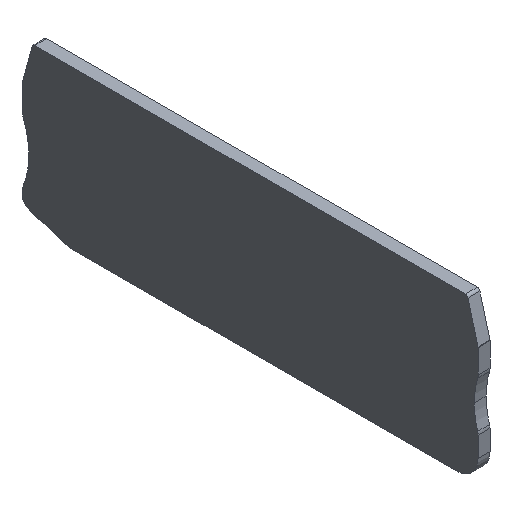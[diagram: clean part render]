
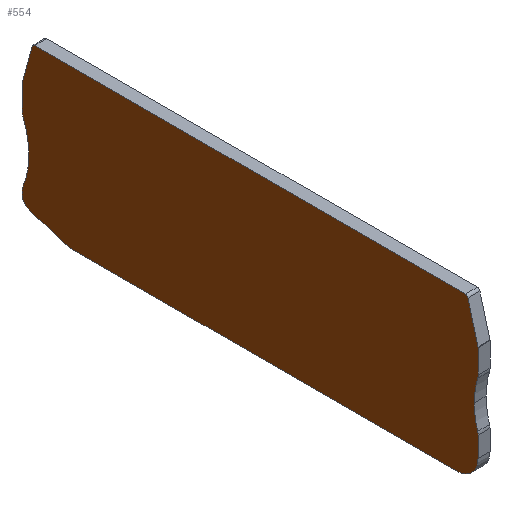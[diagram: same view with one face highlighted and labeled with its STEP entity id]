
A CAD part, isometric view. The second image highlights one B-rep face of the part: STEP entity #554.
In plain terms, the highlighted planar face has unit normal (-1, 0, 0).
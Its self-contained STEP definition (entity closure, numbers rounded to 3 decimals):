
#1=DIRECTION('',(0.,0.,-1.));
#2=VECTOR('',#1,4.371);
#3=CARTESIAN_POINT('',(0.,-2.344,
-7.381));
#4=LINE('',#3,#2);
#124=CARTESIAN_POINT('',(0.,79.656,
-24.454));
#125=DIRECTION('',(-1.,0.,0.));
#126=DIRECTION('',(0.,0.926,0.377));
#127=AXIS2_PLACEMENT_3D('',#124,#125,#126);
#129=CARTESIAN_POINT('',(0.,95.404,-18.05));
#130=DIRECTION('',(1.,0.,0.));
#131=DIRECTION('',(0.,-1.,0.));
#132=AXIS2_PLACEMENT_3D('',#129,#130,#131);
#134=CARTESIAN_POINT('',(0.,95.404,-18.05));
#135=DIRECTION('',(1.,0.,0.));
#136=DIRECTION('',(0.,-0.926,0.377));
#137=AXIS2_PLACEMENT_3D('',#134,#135,#136);
#139=CARTESIAN_POINT('',(0.,79.656,
-11.646));
#140=DIRECTION('',(-1.,0.,0.));
#141=DIRECTION('',(0.,1.,0.));
#142=AXIS2_PLACEMENT_3D('',#139,#140,#141);
#144=CARTESIAN_POINT('',(0.,81.156,
-7.381));
#145=DIRECTION('',(-1.,0.,0.));
#146=DIRECTION('',(0.,0.966,0.259));
#147=AXIS2_PLACEMENT_3D('',#144,#145,#146);
#149=DIRECTION('',(0.,0.259,-0.966));
#150=VECTOR('',#149,7.124);
#151=CARTESIAN_POINT('',(0.,79.795,
-0.371));
#152=LINE('',#151,#150);
#153=CARTESIAN_POINT('',(0.,79.312,-0.5));
#154=DIRECTION('',(-1.,0.,0.));
#155=DIRECTION('',(0.,0.,1.));
#156=AXIS2_PLACEMENT_3D('',#153,#154,#155);
#158=CARTESIAN_POINT('',(0.,0.,-0.5));
#159=DIRECTION('',(-1.,0.,0.));
#160=DIRECTION('',(0.,-0.966,0.259));
#161=AXIS2_PLACEMENT_3D('',#158,#159,#160);
#163=DIRECTION('',(0.,0.259,0.966));
#164=VECTOR('',#163,7.124);
#165=CARTESIAN_POINT('',(0.,-2.327,
-7.252));
#166=LINE('',#165,#164);
#167=CARTESIAN_POINT('',(0.,-1.844,
-7.381));
#168=DIRECTION('',(-1.,0.,0.));
#169=DIRECTION('',(0.,-1.,0.));
#170=AXIS2_PLACEMENT_3D('',#167,#168,#169);
#172=CARTESIAN_POINT('',(0.,-0.344,
-11.753));
#173=DIRECTION('',(-1.,0.,0.));
#174=DIRECTION('',(0.,-0.959,-0.282));
#175=AXIS2_PLACEMENT_3D('',#172,#173,#174);
#177=CARTESIAN_POINT('',(0.,-16.653,-16.55));
#178=DIRECTION('',(1.,0.,0.));
#179=DIRECTION('',(0.,1.,0.));
#180=AXIS2_PLACEMENT_3D('',#177,#178,#179);
#182=CARTESIAN_POINT('',(0.,-16.653,-16.55));
#183=DIRECTION('',(1.,0.,0.));
#184=DIRECTION('',(0.,0.959,-0.282));
#185=AXIS2_PLACEMENT_3D('',#182,#183,#184);
#187=CARTESIAN_POINT('',(0.,-0.344,
-21.347));
#188=DIRECTION('',(-1.,0.,0.));
#189=DIRECTION('',(0.,-1.,0.));
#190=AXIS2_PLACEMENT_3D('',#187,#188,#189);
#192=CARTESIAN_POINT('',(0.,1.656,-25.05));
#193=DIRECTION('',(-1.,0.,0.));
#194=DIRECTION('',(0.,0.,-1.));
#195=AXIS2_PLACEMENT_3D('',#192,#193,#194);
#197=CARTESIAN_POINT('',(0.,72.664,-27.05));
#198=DIRECTION('',(-1.,0.,0.));
#199=DIRECTION('',(0.,0.297,-0.955));
#200=AXIS2_PLACEMENT_3D('',#197,#198,#199);
#202=DIRECTION('',(0.,-0.955,-0.297));
#203=VECTOR('',#202,7.323);
#204=CARTESIAN_POINT('',(0.,80.251,
-26.782));
#205=LINE('',#204,#203);
#206=CARTESIAN_POINT('',(0.,79.656,
-24.872));
#207=DIRECTION('',(-1.,0.,0.));
#208=DIRECTION('',(0.,1.,0.));
#209=AXIS2_PLACEMENT_3D('',#206,#207,#208);
#219=DIRECTION('',(0.,0.,1.));
#220=VECTOR('',#219,0.419);
#221=CARTESIAN_POINT('',(0.,81.656,
-24.872));
#222=LINE('',#221,#220);
#243=DIRECTION('',(0.,0.,1.));
#244=VECTOR('',#243,4.265);
#245=CARTESIAN_POINT('',(0.,81.656,
-11.646));
#246=LINE('',#245,#244);
#263=DIRECTION('',(0.,-1.,0.));
#264=VECTOR('',#263,79.312);
#265=CARTESIAN_POINT('',(0.,79.312,0.));
#266=LINE('',#265,#264);
#303=DIRECTION('',(0.,0.,-1.));
#304=VECTOR('',#303,3.703);
#305=CARTESIAN_POINT('',(0.,-2.344,
-21.347));
#306=LINE('',#305,#304);
#315=DIRECTION('',(0.,1.,0.));
#316=VECTOR('',#315,71.008);
#317=CARTESIAN_POINT('',(0.,1.656,-29.05));
#318=LINE('',#317,#316);
#323=CARTESIAN_POINT('',(0.,-2.344,
-7.381));
#324=VERTEX_POINT('',#323);
#325=CARTESIAN_POINT('',(0.,-2.344,
-11.753));
#326=VERTEX_POINT('',#325);
#327=CARTESIAN_POINT('',(0.,-2.263,
-12.317));
#328=VERTEX_POINT('',#327);
#373=CARTESIAN_POINT('',(0.,1.656,-29.05));
#374=VERTEX_POINT('',#373);
#375=CARTESIAN_POINT('',(0.,72.664,-29.05));
#376=VERTEX_POINT('',#375);
#377=CARTESIAN_POINT('',(0.,73.259,
-28.96));
#378=VERTEX_POINT('',#377);
#379=CARTESIAN_POINT('',(0.,80.251,
-26.782));
#380=VERTEX_POINT('',#379);
#381=CARTESIAN_POINT('',(0.,81.656,
-24.872));
#382=VERTEX_POINT('',#381);
#383=CARTESIAN_POINT('',(0.,81.656,
-24.454));
#384=VERTEX_POINT('',#383);
#385=CARTESIAN_POINT('',(0.,81.509,
-23.7));
#386=VERTEX_POINT('',#385);
#387=CARTESIAN_POINT('',(0.,80.404,-18.05));
#388=VERTEX_POINT('',#387);
#389=CARTESIAN_POINT('',(0.,81.509,
-12.4));
#390=VERTEX_POINT('',#389);
#391=CARTESIAN_POINT('',(0.,81.656,
-11.646));
#392=VERTEX_POINT('',#391);
#393=CARTESIAN_POINT('',(0.,81.656,
-7.381));
#394=VERTEX_POINT('',#393);
#395=CARTESIAN_POINT('',(0.,81.639,
-7.252));
#396=VERTEX_POINT('',#395);
#397=CARTESIAN_POINT('',(0.,79.795,
-0.371));
#398=VERTEX_POINT('',#397);
#399=CARTESIAN_POINT('',(0.,79.312,0.));
#400=VERTEX_POINT('',#399);
#401=CARTESIAN_POINT('',(0.,0.,0.));
#402=VERTEX_POINT('',#401);
#403=CARTESIAN_POINT('',(0.,-2.344,-25.05));
#404=VERTEX_POINT('',#403);
#405=CARTESIAN_POINT('',(0.,-2.344,
-21.347));
#406=VERTEX_POINT('',#405);
#407=CARTESIAN_POINT('',(0.,-2.263,
-20.783));
#408=VERTEX_POINT('',#407);
#409=CARTESIAN_POINT('',(0.,-1.653,-16.55));
#410=VERTEX_POINT('',#409);
#411=CARTESIAN_POINT('',(0.,-2.327,
-7.252));
#412=VERTEX_POINT('',#411);
#413=CARTESIAN_POINT('',(0.,-0.483,
-0.371));
#414=VERTEX_POINT('',#413);
#501=CARTESIAN_POINT('',(0.,21.838,
-0.717));
#502=DIRECTION('',(-1.,0.,0.));
#503=DIRECTION('',(0.,0.,-1.));
#504=AXIS2_PLACEMENT_3D('',#501,#502,#503);
#505=PLANE('',#504);
#507=ORIENTED_EDGE('',*,*,#506,.F.);
#509=ORIENTED_EDGE('',*,*,#508,.F.);
#511=ORIENTED_EDGE('',*,*,#510,.F.);
#513=ORIENTED_EDGE('',*,*,#512,.F.);
#515=ORIENTED_EDGE('',*,*,#514,.T.);
#517=ORIENTED_EDGE('',*,*,#516,.F.);
#519=ORIENTED_EDGE('',*,*,#518,.F.);
#521=ORIENTED_EDGE('',*,*,#520,.F.);
#523=ORIENTED_EDGE('',*,*,#522,.T.);
#525=ORIENTED_EDGE('',*,*,#524,.F.);
#527=ORIENTED_EDGE('',*,*,#526,.F.);
#529=ORIENTED_EDGE('',*,*,#528,.F.);
#530=ORIENTED_EDGE('',*,*,#424,.T.);
#532=ORIENTED_EDGE('',*,*,#531,.F.);
#534=ORIENTED_EDGE('',*,*,#533,.F.);
#536=ORIENTED_EDGE('',*,*,#535,.F.);
#538=ORIENTED_EDGE('',*,*,#537,.F.);
#540=ORIENTED_EDGE('',*,*,#539,.T.);
#542=ORIENTED_EDGE('',*,*,#541,.F.);
#544=ORIENTED_EDGE('',*,*,#543,.T.);
#545=ORIENTED_EDGE('',*,*,#491,.F.);
#547=ORIENTED_EDGE('',*,*,#546,.F.);
#549=ORIENTED_EDGE('',*,*,#548,.F.);
#551=ORIENTED_EDGE('',*,*,#550,.T.);
#552=EDGE_LOOP('',(#507,#509,#511,#513,#515,#517,#519,#521,#523,#525,#527,#529,
#530,#532,#534,#536,#538,#540,#542,#544,#545,#547,#549,#551));
#553=FACE_OUTER_BOUND('',#552,.F.);
#128=CIRCLE('',#127,2.);
#133=CIRCLE('',#132,15.);
#138=CIRCLE('',#137,15.);
#143=CIRCLE('',#142,2.);
#148=CIRCLE('',#147,0.5);
#157=CIRCLE('',#156,0.5);
#162=CIRCLE('',#161,0.5);
#171=CIRCLE('',#170,0.5);
#176=CIRCLE('',#175,2.);
#181=CIRCLE('',#180,15.);
#186=CIRCLE('',#185,15.);
#191=CIRCLE('',#190,2.);
#196=CIRCLE('',#195,4.);
#201=CIRCLE('',#200,2.);
#210=CIRCLE('',#209,2.);
#424=EDGE_CURVE('',#324,#326,#4,.T.);
#491=EDGE_CURVE('',#378,#376,#201,.T.);
#506=EDGE_CURVE('',#386,#384,#128,.T.);
#508=EDGE_CURVE('',#388,#386,#133,.T.);
#510=EDGE_CURVE('',#390,#388,#138,.T.);
#512=EDGE_CURVE('',#392,#390,#143,.T.);
#514=EDGE_CURVE('',#392,#394,#246,.T.);
#516=EDGE_CURVE('',#396,#394,#148,.T.);
#518=EDGE_CURVE('',#398,#396,#152,.T.);
#520=EDGE_CURVE('',#400,#398,#157,.T.);
#522=EDGE_CURVE('',#400,#402,#266,.T.);
#524=EDGE_CURVE('',#414,#402,#162,.T.);
#526=EDGE_CURVE('',#412,#414,#166,.T.);
#528=EDGE_CURVE('',#324,#412,#171,.T.);
#531=EDGE_CURVE('',#328,#326,#176,.T.);
#533=EDGE_CURVE('',#410,#328,#181,.T.);
#535=EDGE_CURVE('',#408,#410,#186,.T.);
#537=EDGE_CURVE('',#406,#408,#191,.T.);
#539=EDGE_CURVE('',#406,#404,#306,.T.);
#541=EDGE_CURVE('',#374,#404,#196,.T.);
#543=EDGE_CURVE('',#374,#376,#318,.T.);
#546=EDGE_CURVE('',#380,#378,#205,.T.);
#548=EDGE_CURVE('',#382,#380,#210,.T.);
#550=EDGE_CURVE('',#382,#384,#222,.T.);
#554=ADVANCED_FACE('',(#553),#505,.T.);
